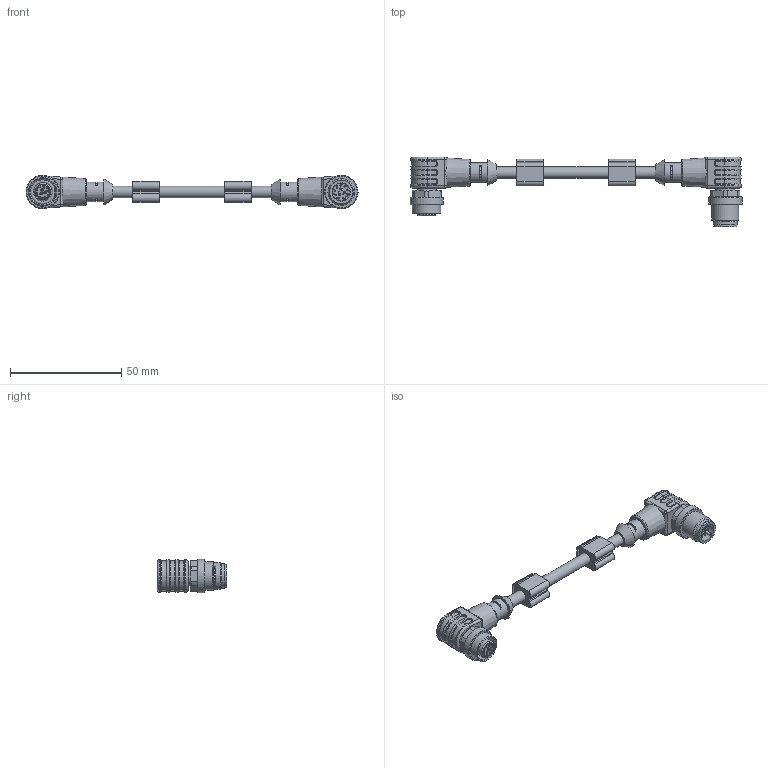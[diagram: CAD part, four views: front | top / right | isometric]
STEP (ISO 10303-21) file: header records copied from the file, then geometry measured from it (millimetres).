
FILE_DESCRIPTION(/* description */ (''),/* implementation_level */ '2;1');
FILE_NAME(/* name */ 'AL-WWAK12-m-AL-WWAS12.stp',/* time_stamp */ '2020-09-23T09:43:50+02:00',/* author */ ('ESCHA GmbH & Co. KG'),/* organization */ ('ESCHA GmbH & Co. KG'),/* preprocessor_version */ 'ST-DEVELOPER v16',/* originating_system */ 'SIEMENS PLM Software NX 10.0',/* authorisation */ '');
FILE_SCHEMA (('AUTOMOTIVE_DESIGN { 1 0 10303 214 3 1 1 1 }'));
Length unit declared in the file: millimetre
Products named in the file (1): AL-WWAK12_AL-WWAS12_stp
Bounding box: 149.2 x 31.4 x 15 mm (x, y, z)
Volume: 15889.3 mm3; surface area: 8918.6 mm2
Topology: 1 solids, 1 shells, 860 faces, 2195 edges, 1410 vertices
Faces by surface type: plane 319, extrusion 232, cylinder 196, cone 35, torus 34, bspline 28, sphere 16
Full cylindrical faces by diameter (mm): 0.6 x12, 0.7 x12, 5.2 x3, 8.3 x1, 8.7 x2, 8.8 x2, 10.5 x1, 10.8 x1, 10.95 x1, 11.8 x2, 12 x1, 12.3 x1, 12.8 x1, 15 x2
Entity records: 28260 total; most frequent: CARTESIAN_POINT 8930, ORIENTED_EDGE 4104, DIRECTION 3410, EDGE_CURVE 2052, VERTEX_POINT 1357, VECTOR 1280, AXIS2_PLACEMENT_3D 1065, LINE 1048
